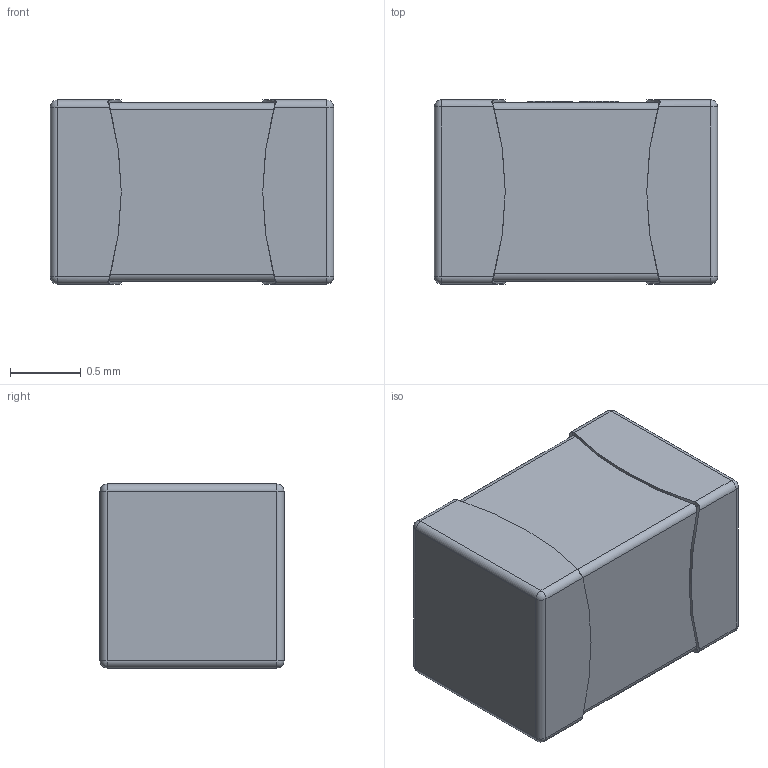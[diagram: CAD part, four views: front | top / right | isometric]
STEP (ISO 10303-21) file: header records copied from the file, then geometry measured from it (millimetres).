
FILE_DESCRIPTION(/* description */ ('Designed by EasyEDA Pro','CAx-IF Rec.Pracs.---Representation and Presentation of Product Manufacturing Information (PMI)---4.0---2014-10-13'),/* implementation_level */ '2;1');
FILE_NAME(/* name */ 'C0805.step',/* time_stamp */ '2025-01-16T17:47:51+08:00',/* author */ (''),/* organization */ (''),/* preprocessor_version */ 'ST-DEVELOPER v20',/* originating_system */ 'Autodesk Translation Framework v13.20.0.188',/* authorisation */ '');
FILE_SCHEMA (('AP242_MANAGED_MODEL_BASED_3D_ENGINEERING_MIM_LF { 1 0 10303 442 1 1 4 }'));
Length unit declared in the file: millimetre
Products named in the file (3): uY17-PCBModel; uY17-Board; uY17-C1-C0805
Assembly tree (2 placements, depth 2):
  uY17-PCBModel
    uY17-Board
    uY17-C1-C0805
Bounding box: 2 x 1.3 x 1.3 mm (x, y, z)
Volume: 3.3 mm3; surface area: 13.5 mm2
Topology: 1 solids, 1 shells, 360 faces, 956 edges, 616 vertices
Faces by surface type: plane 196, bspline 112, cylinder 44, sphere 8
Entity records: 12593 total; most frequent: CARTESIAN_POINT 4041, ORIENTED_EDGE 1896, DIRECTION 1442, EDGE_CURVE 948, VERTEX_POINT 616, LINE 612, VECTOR 612, AXIS2_PLACEMENT_3D 415
